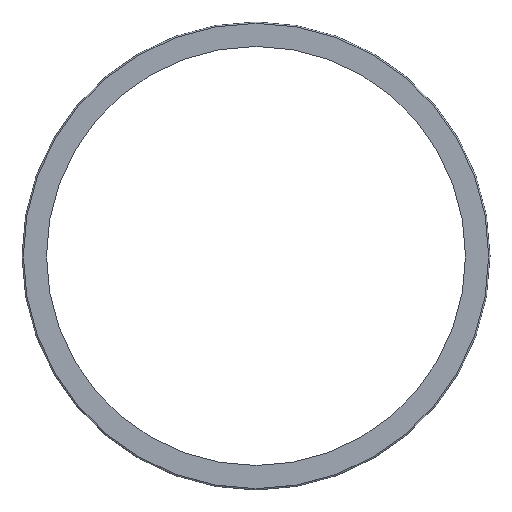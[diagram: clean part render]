
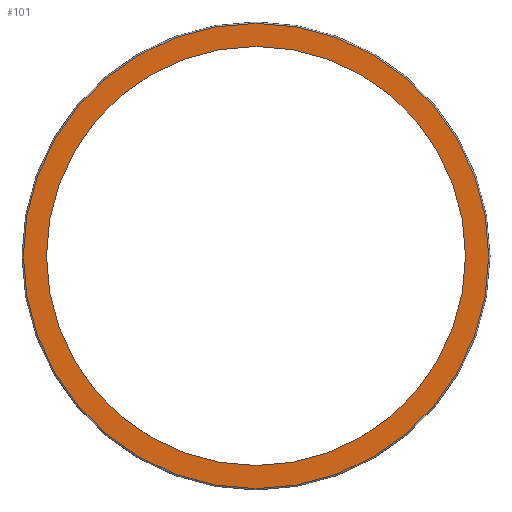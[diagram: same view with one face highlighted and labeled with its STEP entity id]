
A CAD part, top view. The second image highlights one B-rep face of the part: STEP entity #101.
In plain terms, the highlighted planar face has unit normal (0, 0, 1).
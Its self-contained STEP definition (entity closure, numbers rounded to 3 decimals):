
#25=FACE_BOUND('',#36,.T.);
#28=FACE_OUTER_BOUND('',#35,.T.);
#35=EDGE_LOOP('',(#74));
#36=EDGE_LOOP('',(#75));
#45=CIRCLE('',#123,43.145);
#46=CIRCLE('',#124,38.855);
#54=VERTEX_POINT('',#177);
#55=VERTEX_POINT('',#179);
#62=EDGE_CURVE('',#54,#54,#45,.F.);
#63=EDGE_CURVE('',#55,#55,#46,.T.);
#74=ORIENTED_EDGE('',*,*,#62,.T.);
#75=ORIENTED_EDGE('',*,*,#63,.F.);
#98=PLANE('',#122);
#101=ADVANCED_FACE('',(#28,#25),#98,.T.);
#122=AXIS2_PLACEMENT_3D('',#176,#140,#141);
#123=AXIS2_PLACEMENT_3D('',#178,#142,#143);
#124=AXIS2_PLACEMENT_3D('',#180,#144,#145);
#140=DIRECTION('center_axis',(0.,0.,1.));
#141=DIRECTION('ref_axis',(1.,0.,0.));
#142=DIRECTION('center_axis',(0.,0.,-1.));
#143=DIRECTION('ref_axis',(0.,-1.,0.));
#144=DIRECTION('center_axis',(0.,0.,1.));
#145=DIRECTION('ref_axis',(0.,-1.,0.));
#176=CARTESIAN_POINT('Origin',(0.,-38.801,7.55));
#177=CARTESIAN_POINT('',(0.,43.145,7.55));
#178=CARTESIAN_POINT('Origin',(0.,0.,7.55));
#179=CARTESIAN_POINT('',(0.,38.855,7.55));
#180=CARTESIAN_POINT('Origin',(0.,0.,7.55));
